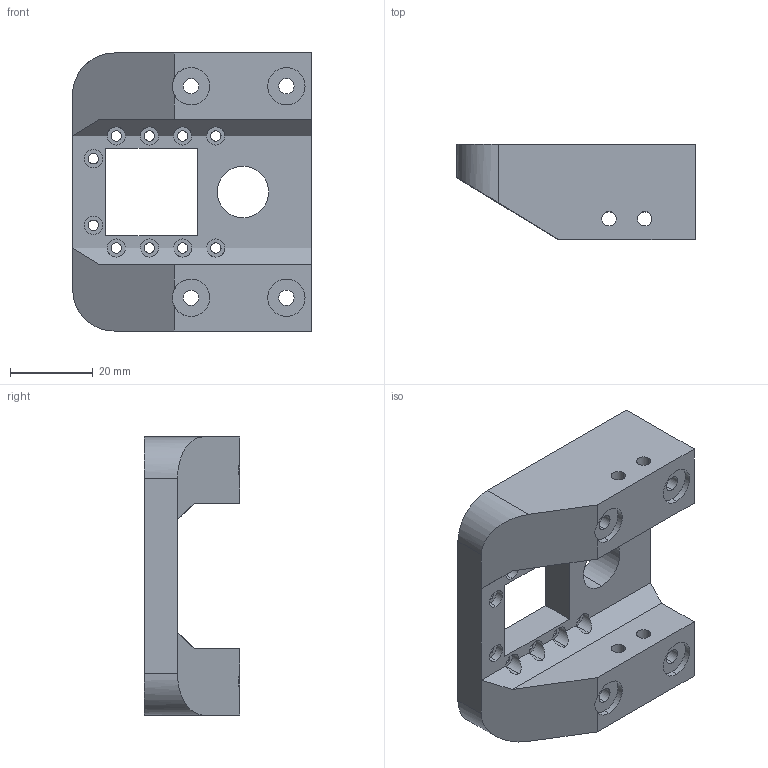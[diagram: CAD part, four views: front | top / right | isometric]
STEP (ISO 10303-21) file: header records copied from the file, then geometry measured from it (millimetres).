
FILE_DESCRIPTION (( 'STEP AP203' ), '1' );
FILE_NAME ('Mount servo dupka.STEP', '2025-05-28T16:50:09', ( '' ), ( '' ), 'SwSTEP 2.0', 'SolidWorks 2024', '' );
FILE_SCHEMA (( 'CONFIG_CONTROL_DESIGN' ));
Length unit declared in the file: millimetre
Products named in the file (1): Mount servo dupka
Bounding box: 57.5 x 23 x 67 mm (x, y, z)
Volume: 45293.6 mm3; surface area: 15103.9 mm2
Topology: 1 solids, 1 shells, 128 faces, 352 edges, 234 vertices
Faces by surface type: cylinder 68, plane 60
Entity records: 4273 total; most frequent: CARTESIAN_POINT 775, DIRECTION 726, ORIENTED_EDGE 704, EDGE_CURVE 352, AXIS2_PLACEMENT_3D 265, VERTEX_POINT 234, LINE 196, VECTOR 196
